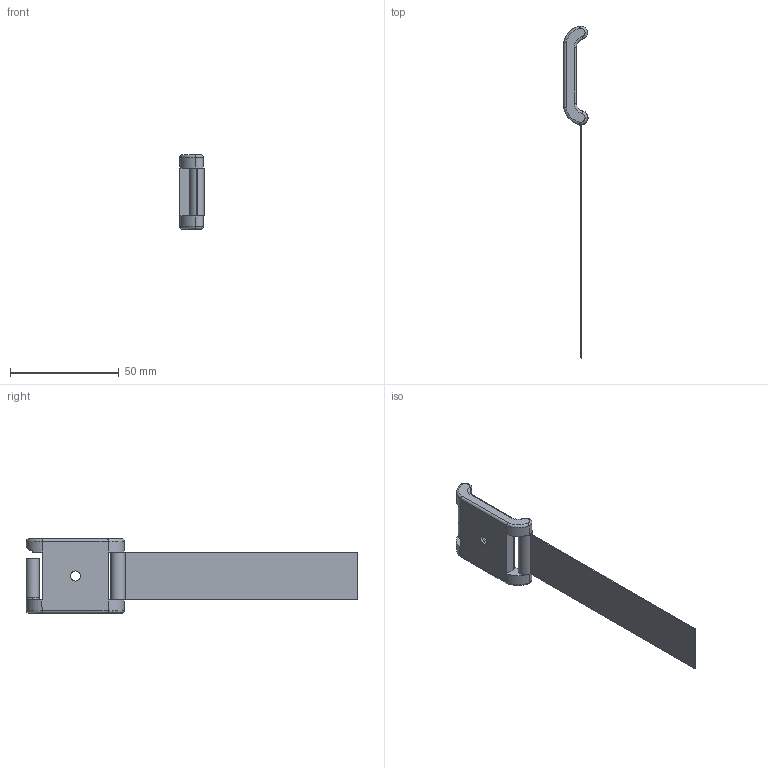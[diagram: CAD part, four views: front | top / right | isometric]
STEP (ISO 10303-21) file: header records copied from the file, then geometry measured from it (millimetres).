
FILE_DESCRIPTION (( 'STEP AP214' ), '1' );
FILE_NAME ('3010-003.STEP', '2024-09-06T09:10:04', ( '' ), ( '' ), 'SwSTEP 2.0', 'SolidWorks 2022', '' );
FILE_SCHEMA (( 'AUTOMOTIVE_DESIGN' ));
Length unit declared in the file: millimetre
Products named in the file (1): 3010-003
Bounding box: 11.04 x 152.28 x 34 mm (x, y, z)
Volume: 9248.7 mm3; surface area: 9127.6 mm2
Topology: 1 solids, 1 shells, 79 faces, 194 edges, 115 vertices
Faces by surface type: cylinder 33, plane 21, torus 10, bspline 9, cone 4, sphere 2
Entity records: 2847 total; most frequent: CARTESIAN_POINT 946, ORIENTED_EDGE 388, DIRECTION 379, EDGE_CURVE 194, AXIS2_PLACEMENT_3D 150, VERTEX_POINT 115, EDGE_LOOP 81, VECTOR 79
